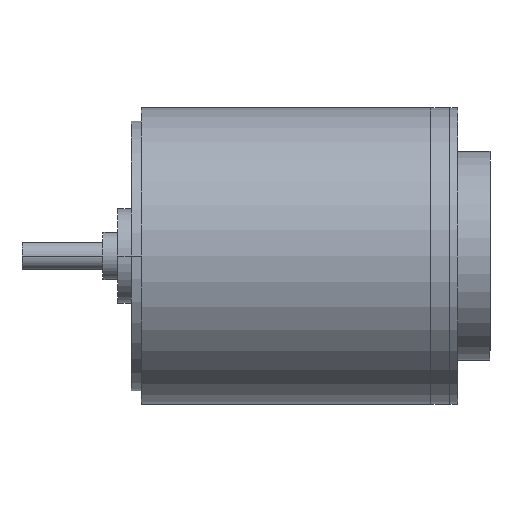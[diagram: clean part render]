
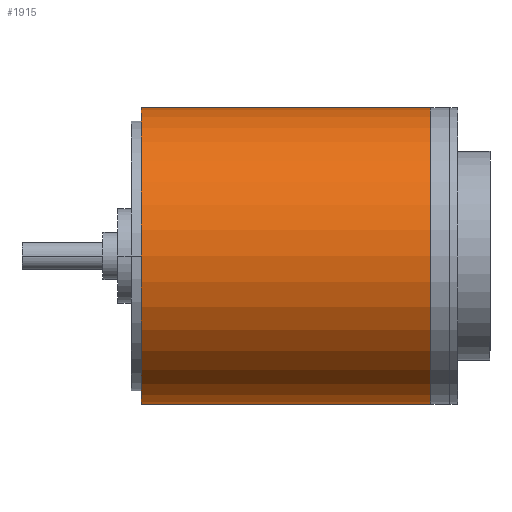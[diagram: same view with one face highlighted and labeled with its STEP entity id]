
A CAD part, left-side view. The second image highlights one B-rep face of the part: STEP entity #1915.
In plain terms, the highlighted cylindrical face has radius 11 mm (diameter 22 mm), a partial arc.
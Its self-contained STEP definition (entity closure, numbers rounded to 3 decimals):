
#7 = DIRECTION ( 'NONE',  ( 0., 0., 1. ) ) ;
#69 = CIRCLE ( 'NONE', #777, 11. ) ;
#117 = LINE ( 'NONE', #1155, #1344 ) ;
#175 = CARTESIAN_POINT ( 'NONE',  ( 0., 0., 2.021 ) ) ;
#295 = AXIS2_PLACEMENT_3D ( 'NONE', #2353, #890, #2600 ) ;
#429 = DIRECTION ( 'NONE',  ( 1., 0., 0. ) ) ;
#552 = FACE_OUTER_BOUND ( 'NONE', #702, .T. ) ;
#580 = EDGE_CURVE ( 'NONE', #1885, #799, #117, .T. ) ;
#681 = EDGE_CURVE ( 'NONE', #950, #1685, #1269, .T. ) ;
#702 = EDGE_LOOP ( 'NONE', ( #2327, #1784, #1227, #2075 ) ) ;
#769 = CARTESIAN_POINT ( 'NONE',  ( -11., 0., 23.45 ) ) ;
#777 = AXIS2_PLACEMENT_3D ( 'NONE', #175, #1898, #429 ) ;
#799 = VERTEX_POINT ( 'NONE', #769 ) ;
#841 = DIRECTION ( 'NONE',  ( 1., 0., 0. ) ) ;
#890 = DIRECTION ( 'NONE',  ( 0., 0., 1. ) ) ;
#896 = CYLINDRICAL_SURFACE ( 'NONE', #2975, 11. ) ;
#950 = VERTEX_POINT ( 'NONE', #2275 ) ;
#961 = CARTESIAN_POINT ( 'NONE',  ( 11., 0., 23.45 ) ) ;
#1076 = DIRECTION ( 'NONE',  ( 0., 0., 1. ) ) ;
#1155 = CARTESIAN_POINT ( 'NONE',  ( -11., 0., 2.021 ) ) ;
#1227 = ORIENTED_EDGE ( 'NONE', *, *, #2069, .F. ) ;
#1228 = CARTESIAN_POINT ( 'NONE',  ( 11., 0., 2.021 ) ) ;
#1269 = LINE ( 'NONE', #1228, #2498 ) ;
#1344 = VECTOR ( 'NONE', #2871, 1000. ) ;
#1685 = VERTEX_POINT ( 'NONE', #961 ) ;
#1784 = ORIENTED_EDGE ( 'NONE', *, *, #580, .T. ) ;
#1800 = CARTESIAN_POINT ( 'NONE',  ( -11., 0., 2.021 ) ) ;
#1885 = VERTEX_POINT ( 'NONE', #1800 ) ;
#1898 = DIRECTION ( 'NONE',  ( 0., 0., 1. ) ) ;
#1915 = ADVANCED_FACE ( 'NONE', ( #552 ), #896, .T. ) ;
#2069 = EDGE_CURVE ( 'NONE', #1685, #799, #2207, .T. ) ;
#2075 = ORIENTED_EDGE ( 'NONE', *, *, #681, .F. ) ;
#2134 = EDGE_CURVE ( 'NONE', #950, #1885, #69, .T. ) ;
#2207 = CIRCLE ( 'NONE', #295, 11. ) ;
#2275 = CARTESIAN_POINT ( 'NONE',  ( 11., 0., 2.021 ) ) ;
#2327 = ORIENTED_EDGE ( 'NONE', *, *, #2134, .T. ) ;
#2353 = CARTESIAN_POINT ( 'NONE',  ( 0., 0., 23.45 ) ) ;
#2498 = VECTOR ( 'NONE', #7, 1000. ) ;
#2600 = DIRECTION ( 'NONE',  ( 1., 0., 0. ) ) ;
#2871 = DIRECTION ( 'NONE',  ( 0., 0., 1. ) ) ;
#2975 = AXIS2_PLACEMENT_3D ( 'NONE', #3033, #1076, #841 ) ;
#3033 = CARTESIAN_POINT ( 'NONE',  ( 0., 0., 2.021 ) ) ;
